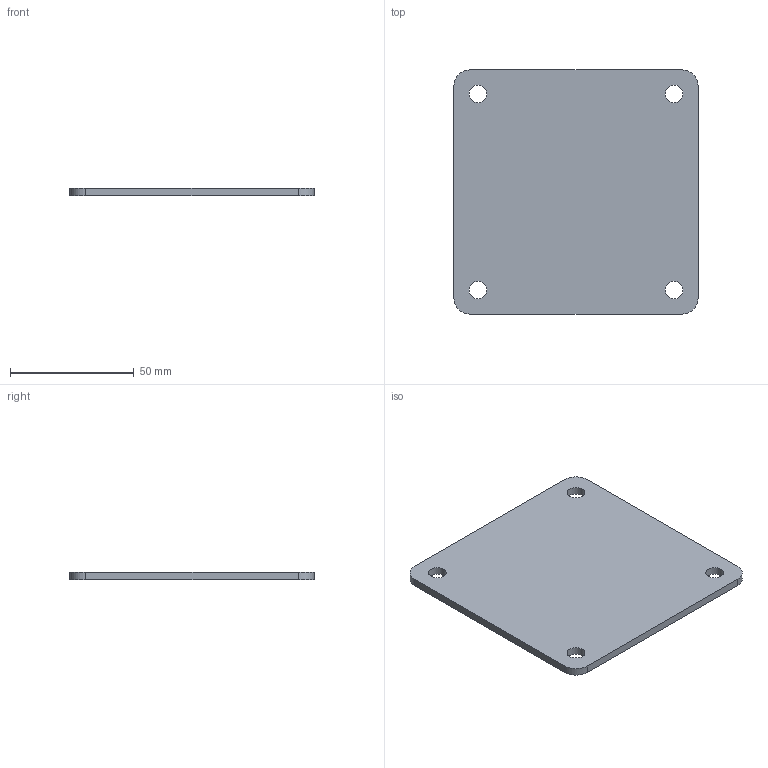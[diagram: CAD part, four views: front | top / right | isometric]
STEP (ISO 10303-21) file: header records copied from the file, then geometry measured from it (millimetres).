
FILE_DESCRIPTION(/* description */ ('JW, RING, CRS, 2.5X2.5'),/* implementation_level */ '2;1');
FILE_NAME(/* name */ 'JWE2.stp',/* time_stamp */ '2017-05-19T10:50:14-05:00',/* author */ ('wford'),/* organization */ (''),/* preprocessor_version */ 'ST-DEVELOPER v16.1',/* originating_system */ 'Autodesk Inventor 2016',/* authorisation */ '');
FILE_SCHEMA (('AUTOMOTIVE_DESIGN { 1 0 10303 214 3 1 1 }'));
Length unit declared in the file: inch
Products named in the file (1): JWE
Bounding box: 98.42 x 98.42 x 3.17 mm (x, y, z)
Volume: 30138.8 mm3; surface area: 20485.5 mm2
Topology: 1 solids, 1 shells, 14 faces, 36 edges, 24 vertices
Faces by surface type: cylinder 8, plane 6
Full cylindrical faces by diameter (mm): 7.144 x4
Entity records: 458 total; most frequent: DIRECTION 78, CARTESIAN_POINT 71, ORIENTED_EDGE 64, EDGE_CURVE 32, AXIS2_PLACEMENT_3D 31, EDGE_LOOP 26, VERTEX_POINT 24, LINE 16
